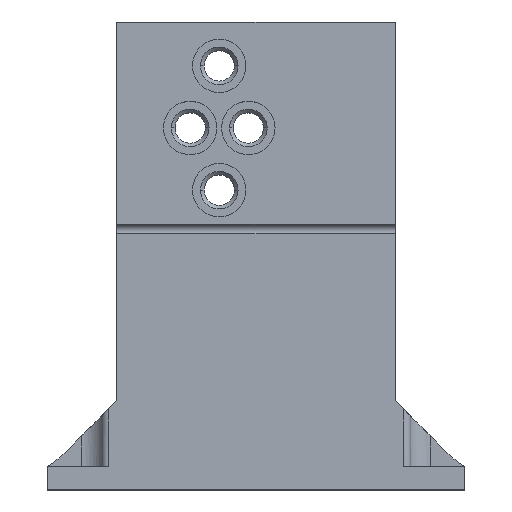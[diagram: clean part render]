
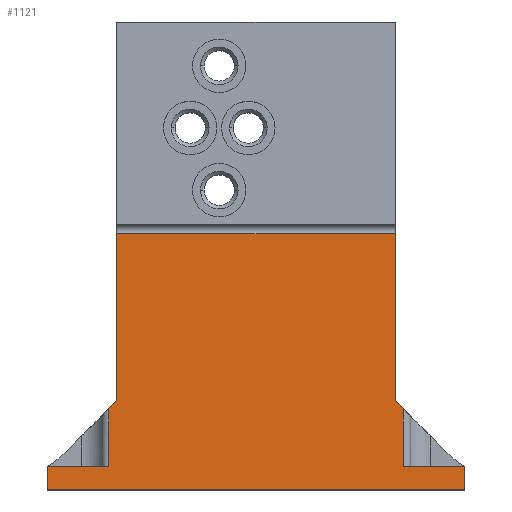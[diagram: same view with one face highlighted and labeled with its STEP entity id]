
A CAD part, top view. The second image highlights one B-rep face of the part: STEP entity #1121.
In plain terms, the highlighted planar face has unit normal (0, 0, 1).
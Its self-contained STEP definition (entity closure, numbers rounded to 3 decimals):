
#38 = VERTEX_POINT ( 'NONE', #2408 ) ;
#57 = LINE ( 'NONE', #1677, #1340 ) ;
#73 = VECTOR ( 'NONE', #2135, 1000. ) ;
#74 = VECTOR ( 'NONE', #1865, 1000. ) ;
#75 = DIRECTION ( 'NONE',  ( -1., 0., 0. ) ) ;
#124 = ORIENTED_EDGE ( 'NONE', *, *, #1298, .F. ) ;
#160 = VERTEX_POINT ( 'NONE', #2044 ) ;
#170 = VERTEX_POINT ( 'NONE', #1660 ) ;
#185 = VECTOR ( 'NONE', #521, 1000. ) ;
#187 = DIRECTION ( 'NONE',  ( 1., 0., 0. ) ) ;
#200 = CARTESIAN_POINT ( 'NONE',  ( 38.1, 12.175, 0. ) ) ;
#207 = CARTESIAN_POINT ( 'NONE',  ( -9.525, 0., 0. ) ) ;
#293 = LINE ( 'NONE', #2025, #2382 ) ;
#320 = ORIENTED_EDGE ( 'NONE', *, *, #1442, .T. ) ;
#482 = VECTOR ( 'NONE', #187, 1000. ) ;
#489 = VECTOR ( 'NONE', #75, 1000. ) ;
#508 = CARTESIAN_POINT ( 'NONE',  ( -1.111, 11.064, 0. ) ) ;
#521 = DIRECTION ( 'NONE',  ( 0., -1., 0. ) ) ;
#525 = VECTOR ( 'NONE', #1208, 1000. ) ;
#534 = EDGE_CURVE ( 'NONE', #1369, #1390, #2452, .T. ) ;
#545 = LINE ( 'NONE', #753, #1762 ) ;
#591 = CARTESIAN_POINT ( 'NONE',  ( 39.211, 11.064, 0. ) ) ;
#686 = CARTESIAN_POINT ( 'NONE',  ( -9.525, 3.175, 0. ) ) ;
#690 = ORIENTED_EDGE ( 'NONE', *, *, #1571, .T. ) ;
#727 = EDGE_CURVE ( 'NONE', #1307, #1152, #1759, .T. ) ;
#753 = CARTESIAN_POINT ( 'NONE',  ( 38.1, 63.995, 0. ) ) ;
#755 = ORIENTED_EDGE ( 'NONE', *, *, #727, .T. ) ;
#814 = CARTESIAN_POINT ( 'NONE',  ( -9.525, 3.175, 0. ) ) ;
#841 = DIRECTION ( 'NONE',  ( 0., -1., 0. ) ) ;
#875 = PLANE ( 'NONE',  #2543 ) ;
#879 = CARTESIAN_POINT ( 'NONE',  ( 14.55, 26.725, 0. ) ) ;
#908 = EDGE_CURVE ( 'NONE', #1690, #1085, #1055, .T. ) ;
#947 = CARTESIAN_POINT ( 'NONE',  ( 47.625, 0., 0. ) ) ;
#1005 = LINE ( 'NONE', #1605, #482 ) ;
#1039 = EDGE_CURVE ( 'NONE', #1692, #1307, #293, .T. ) ;
#1055 = LINE ( 'NONE', #1845, #489 ) ;
#1076 = DIRECTION ( 'NONE',  ( 0., -1., 0. ) ) ;
#1082 = DIRECTION ( 'NONE',  ( -0.707, -0.707, 0. ) ) ;
#1085 = VERTEX_POINT ( 'NONE', #2464 ) ;
#1121 = ADVANCED_FACE ( 'NONE', ( #2274 ), #875, .F. ) ;
#1122 = ORIENTED_EDGE ( 'NONE', *, *, #2052, .T. ) ;
#1130 = LINE ( 'NONE', #2514, #185 ) ;
#1152 = VERTEX_POINT ( 'NONE', #686 ) ;
#1163 = EDGE_LOOP ( 'NONE', ( #1122, #1842, #755, #320, #1199, #124, #1506, #2205, #2191, #2389, #2156, #690 ) ) ;
#1168 = CARTESIAN_POINT ( 'NONE',  ( 0., 3.175, 0. ) ) ;
#1177 = EDGE_CURVE ( 'NONE', #160, #38, #1679, .T. ) ;
#1197 = EDGE_CURVE ( 'NONE', #38, #1390, #545, .T. ) ;
#1199 = ORIENTED_EDGE ( 'NONE', *, *, #1350, .T. ) ;
#1208 = DIRECTION ( 'NONE',  ( -1., 0., 0. ) ) ;
#1228 = CARTESIAN_POINT ( 'NONE',  ( 39.211, 8.107, 0. ) ) ;
#1255 = DIRECTION ( 'NONE',  ( -1., 0., 0. ) ) ;
#1298 = EDGE_CURVE ( 'NONE', #1690, #2362, #1130, .T. ) ;
#1307 = VERTEX_POINT ( 'NONE', #1917 ) ;
#1340 = VECTOR ( 'NONE', #841, 1000. ) ;
#1350 = EDGE_CURVE ( 'NONE', #1888, #2362, #1005, .T. ) ;
#1364 = LINE ( 'NONE', #1228, #1630 ) ;
#1369 = VERTEX_POINT ( 'NONE', #591 ) ;
#1390 = VERTEX_POINT ( 'NONE', #200 ) ;
#1442 = EDGE_CURVE ( 'NONE', #1152, #1888, #1947, .T. ) ;
#1474 = CARTESIAN_POINT ( 'NONE',  ( 38.1, 3.175, 0. ) ) ;
#1500 = DIRECTION ( 'NONE',  ( 0., -1., 0. ) ) ;
#1506 = ORIENTED_EDGE ( 'NONE', *, *, #908, .T. ) ;
#1516 = CARTESIAN_POINT ( 'NONE',  ( 47.625, 3.175, 0. ) ) ;
#1571 = EDGE_CURVE ( 'NONE', #160, #170, #57, .T. ) ;
#1605 = CARTESIAN_POINT ( 'NONE',  ( 38.1, 0., 0. ) ) ;
#1630 = VECTOR ( 'NONE', #2553, 1000. ) ;
#1638 = DIRECTION ( 'NONE',  ( 0., 0., -1. ) ) ;
#1660 = CARTESIAN_POINT ( 'NONE',  ( 0., 12.175, 0. ) ) ;
#1668 = CARTESIAN_POINT ( 'NONE',  ( 0., 35., 0. ) ) ;
#1673 = LINE ( 'NONE', #879, #2506 ) ;
#1677 = CARTESIAN_POINT ( 'NONE',  ( 0., 63.995, 0. ) ) ;
#1679 = LINE ( 'NONE', #1668, #2134 ) ;
#1690 = VERTEX_POINT ( 'NONE', #1516 ) ;
#1692 = VERTEX_POINT ( 'NONE', #508 ) ;
#1759 = LINE ( 'NONE', #1168, #525 ) ;
#1762 = VECTOR ( 'NONE', #1500, 1000. ) ;
#1842 = ORIENTED_EDGE ( 'NONE', *, *, #1039, .T. ) ;
#1845 = CARTESIAN_POINT ( 'NONE',  ( 0., 3.175, 0. ) ) ;
#1865 = DIRECTION ( 'NONE',  ( -0.707, 0.707, 0. ) ) ;
#1888 = VERTEX_POINT ( 'NONE', #207 ) ;
#1917 = CARTESIAN_POINT ( 'NONE',  ( -1.111, 3.175, 0. ) ) ;
#1947 = LINE ( 'NONE', #814, #73 ) ;
#2025 = CARTESIAN_POINT ( 'NONE',  ( -1.111, 3.175, 0. ) ) ;
#2044 = CARTESIAN_POINT ( 'NONE',  ( 0., 35., 0. ) ) ;
#2052 = EDGE_CURVE ( 'NONE', #170, #1692, #1673, .T. ) ;
#2134 = VECTOR ( 'NONE', #2263, 1000. ) ;
#2135 = DIRECTION ( 'NONE',  ( 0., -1., 0. ) ) ;
#2156 = ORIENTED_EDGE ( 'NONE', *, *, #1177, .F. ) ;
#2191 = ORIENTED_EDGE ( 'NONE', *, *, #534, .T. ) ;
#2205 = ORIENTED_EDGE ( 'NONE', *, *, #2534, .T. ) ;
#2236 = CARTESIAN_POINT ( 'NONE',  ( 42.6, 7.675, 0. ) ) ;
#2263 = DIRECTION ( 'NONE',  ( 1., 0., 0. ) ) ;
#2274 = FACE_OUTER_BOUND ( 'NONE', #1163, .T. ) ;
#2362 = VERTEX_POINT ( 'NONE', #947 ) ;
#2382 = VECTOR ( 'NONE', #1076, 1000. ) ;
#2389 = ORIENTED_EDGE ( 'NONE', *, *, #1197, .F. ) ;
#2408 = CARTESIAN_POINT ( 'NONE',  ( 38.1, 35., 0. ) ) ;
#2452 = LINE ( 'NONE', #2236, #74 ) ;
#2464 = CARTESIAN_POINT ( 'NONE',  ( 39.211, 3.175, 0. ) ) ;
#2506 = VECTOR ( 'NONE', #1082, 1000. ) ;
#2514 = CARTESIAN_POINT ( 'NONE',  ( 47.625, 3.175, 0. ) ) ;
#2534 = EDGE_CURVE ( 'NONE', #1085, #1369, #1364, .T. ) ;
#2543 = AXIS2_PLACEMENT_3D ( 'NONE', #1474, #1638, #1255 ) ;
#2553 = DIRECTION ( 'NONE',  ( 0., 1., 0. ) ) ;
